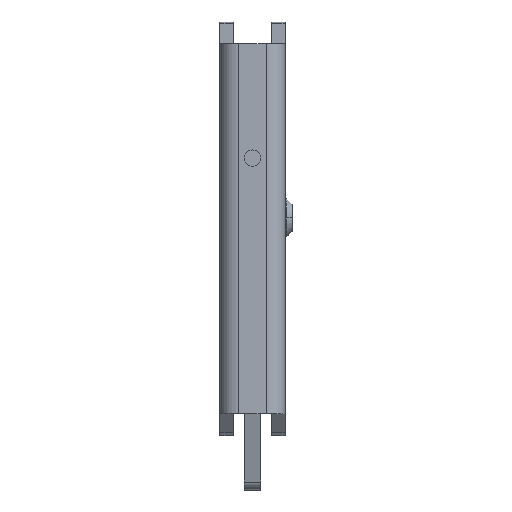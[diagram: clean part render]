
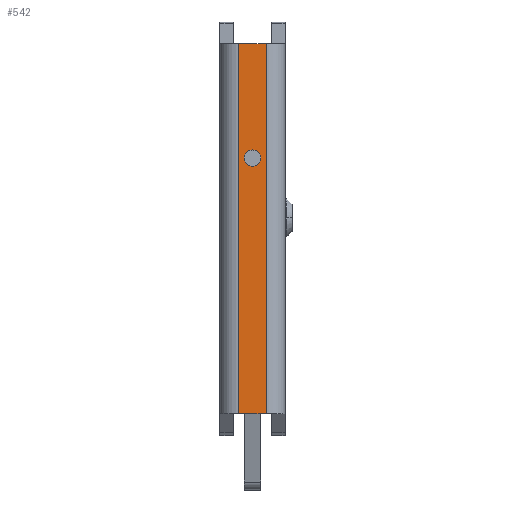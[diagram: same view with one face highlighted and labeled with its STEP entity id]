
A CAD part, left-side view. The second image highlights one B-rep face of the part: STEP entity #542.
In plain terms, the highlighted face is planar.
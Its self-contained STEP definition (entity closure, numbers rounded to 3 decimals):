
#20 = ORIENTED_EDGE ( 'NONE', *, *, #537, .F. ) ;
#22 = VERTEX_POINT ( 'NONE', #959 ) ;
#40 = ORIENTED_EDGE ( 'NONE', *, *, #1374, .T. ) ;
#41 = EDGE_LOOP ( 'NONE', ( #40, #79 ) ) ;
#77 = ORIENTED_EDGE ( 'NONE', *, *, #1462, .T. ) ;
#78 = ORIENTED_EDGE ( 'NONE', *, *, #524, .F. ) ;
#79 = ORIENTED_EDGE ( 'NONE', *, *, #2401, .T. ) ;
#80 = VERTEX_POINT ( 'NONE', #1306 ) ;
#81 = ORIENTED_EDGE ( 'NONE', *, *, #540, .T. ) ;
#422 = VERTEX_POINT ( 'NONE', #953 ) ;
#423 = VERTEX_POINT ( 'NONE', #876 ) ;
#424 = VERTEX_POINT ( 'NONE', #1120 ) ;
#429 = VERTEX_POINT ( 'NONE', #820 ) ;
#474 = EDGE_LOOP ( 'NONE', ( #77, #78, #20, #81 ) ) ;
#524 = EDGE_CURVE ( 'NONE', #422, #424, #1208, .T. ) ;
#537 = EDGE_CURVE ( 'NONE', #429, #422, #1049, .T. ) ;
#540 = EDGE_CURVE ( 'NONE', #429, #423, #1322, .T. ) ;
#542 = ADVANCED_FACE ( 'NONE', ( #2008, #2019 ), #1270, .F. ) ;
#820 = CARTESIAN_POINT ( 'NONE',  ( 32., -10., -2.5 ) ) ;
#876 = CARTESIAN_POINT ( 'NONE',  ( 32., -10., 2.5 ) ) ;
#953 = CARTESIAN_POINT ( 'NONE',  ( -36., -10., -2.5 ) ) ;
#959 = CARTESIAN_POINT ( 'NONE',  ( 11., -10., -1.5 ) ) ;
#970 = CARTESIAN_POINT ( 'NONE',  ( 32., -10., -6. ) ) ;
#1049 = LINE ( 'NONE', #1087, #2013 ) ;
#1078 = DIRECTION ( 'NONE',  ( -1., 0., 0. ) ) ;
#1087 = CARTESIAN_POINT ( 'NONE',  ( 40., -10., -2.5 ) ) ;
#1120 = CARTESIAN_POINT ( 'NONE',  ( -36., -10., 2.5 ) ) ;
#1204 = CARTESIAN_POINT ( 'NONE',  ( -36., -10., -6. ) ) ;
#1208 = LINE ( 'NONE', #1204, #2074 ) ;
#1230 = DIRECTION ( 'NONE',  ( 0., 0., 1. ) ) ;
#1248 = DIRECTION ( 'NONE',  ( 0., 0., 1. ) ) ;
#1259 = DIRECTION ( 'NONE',  ( 0., 1., 0. ) ) ;
#1260 = CARTESIAN_POINT ( 'NONE',  ( 40., -10., -2.5 ) ) ;
#1270 = PLANE ( 'NONE',  #2015 ) ;
#1306 = CARTESIAN_POINT ( 'NONE',  ( 11., -10., 1.5 ) ) ;
#1322 = LINE ( 'NONE', #970, #2046 ) ;
#1354 = DIRECTION ( 'NONE',  ( 0., 0., 1. ) ) ;
#1374 = EDGE_CURVE ( 'NONE', #80, #22, #1426, .T. ) ;
#1426 = CIRCLE ( 'NONE', #2047, 1.5 ) ;
#1462 = EDGE_CURVE ( 'NONE', #423, #424, #2853, .T. ) ;
#1486 = DIRECTION ( 'NONE',  ( 0., 0., 1. ) ) ;
#1487 = DIRECTION ( 'NONE',  ( 0., 1., 0. ) ) ;
#1490 = CARTESIAN_POINT ( 'NONE',  ( 11., -10., 0. ) ) ;
#1673 = AXIS2_PLACEMENT_3D ( 'NONE', #3346, #3347, #3348 ) ;
#2008 = FACE_BOUND ( 'NONE', #41, .T. ) ;
#2013 = VECTOR ( 'NONE', #1078, 1000. ) ;
#2015 = AXIS2_PLACEMENT_3D ( 'NONE', #1260, #1259, #1248 ) ;
#2019 = FACE_OUTER_BOUND ( 'NONE', #474, .T. ) ;
#2046 = VECTOR ( 'NONE', #1354, 1000. ) ;
#2047 = AXIS2_PLACEMENT_3D ( 'NONE', #1490, #1487, #1486 ) ;
#2074 = VECTOR ( 'NONE', #1230, 1000. ) ;
#2103 = VECTOR ( 'NONE', #2855, 1000. ) ;
#2401 = EDGE_CURVE ( 'NONE', #22, #80, #2525, .T. ) ;
#2525 = CIRCLE ( 'NONE', #1673, 1.5 ) ;
#2853 = LINE ( 'NONE', #2854, #2103 ) ;
#2854 = CARTESIAN_POINT ( 'NONE',  ( 40., -10., 2.5 ) ) ;
#2855 = DIRECTION ( 'NONE',  ( -1., 0., 0. ) ) ;
#3346 = CARTESIAN_POINT ( 'NONE',  ( 11., -10., 0. ) ) ;
#3347 = DIRECTION ( 'NONE',  ( 0., 1., 0. ) ) ;
#3348 = DIRECTION ( 'NONE',  ( 0., 0., 1. ) ) ;
